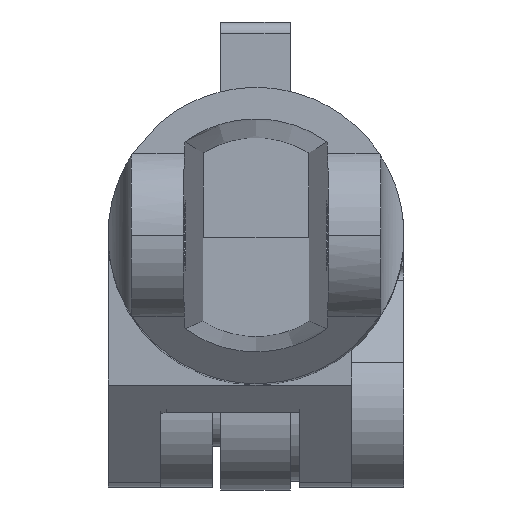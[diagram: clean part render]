
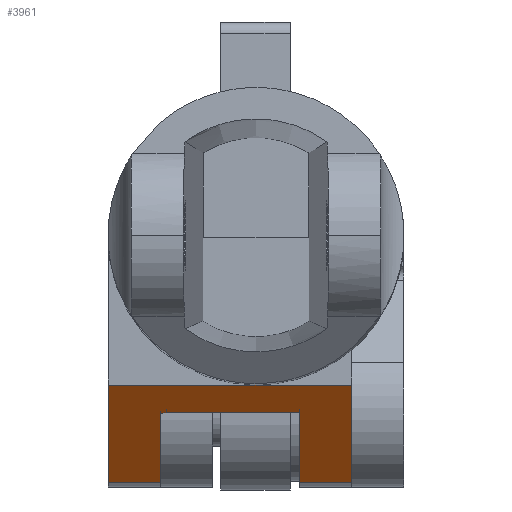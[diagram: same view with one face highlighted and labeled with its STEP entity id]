
A CAD part, top view. The second image highlights one B-rep face of the part: STEP entity #3961.
In plain terms, the highlighted face is planar.
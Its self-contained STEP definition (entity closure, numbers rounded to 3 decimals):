
#216 = CARTESIAN_POINT ( 'NONE',  ( 16.5, -42.204, 115.522 ) ) ;
#220 = VECTOR ( 'NONE', #3226, 1000. ) ;
#247 = ORIENTED_EDGE ( 'NONE', *, *, #4788, .T. ) ;
#316 = CARTESIAN_POINT ( 'NONE',  ( -16.5, -25.5, 70. ) ) ;
#466 = DIRECTION ( 'NONE',  ( 0., 0.344, -0.939 ) ) ;
#573 = VECTOR ( 'NONE', #2203, 1000. ) ;
#654 = ORIENTED_EDGE ( 'NONE', *, *, #9157, .T. ) ;
#852 = EDGE_CURVE ( 'NONE', #8888, #2236, #6516, .T. ) ;
#1093 = PLANE ( 'NONE',  #9644 ) ;
#1127 = CARTESIAN_POINT ( 'NONE',  ( -16.5, -25.5, 70. ) ) ;
#1307 = ORIENTED_EDGE ( 'NONE', *, *, #5243, .T. ) ;
#1379 = CARTESIAN_POINT ( 'NONE',  ( -7.5, -30.27, 83. ) ) ;
#1381 = ORIENTED_EDGE ( 'NONE', *, *, #852, .F. ) ;
#1389 = VECTOR ( 'NONE', #8958, 1000. ) ;
#1405 = CARTESIAN_POINT ( 'NONE',  ( 16.5, -30.422, 83.414 ) ) ;
#1414 = CARTESIAN_POINT ( 'NONE',  ( 16.5, -25.5, 70. ) ) ;
#1469 = CARTESIAN_POINT ( 'NONE',  ( -16.5, -42.204, 115.522 ) ) ;
#1834 = DIRECTION ( 'NONE',  ( 0., -0.939, -0.344 ) ) ;
#2109 = DIRECTION ( 'NONE',  ( 0., -0.344, 0.939 ) ) ;
#2203 = DIRECTION ( 'NONE',  ( 1., 0., 0. ) ) ;
#2236 = VERTEX_POINT ( 'NONE', #4044 ) ;
#2247 = DIRECTION ( 'NONE',  ( -1., 0., 0. ) ) ;
#2332 = EDGE_CURVE ( 'NONE', #8946, #7856, #5105, .T. ) ;
#2471 = CARTESIAN_POINT ( 'NONE',  ( -16.5, -25.5, 70. ) ) ;
#2509 = CARTESIAN_POINT ( 'NONE',  ( 16.5, -30.637, 84. ) ) ;
#2590 = ORIENTED_EDGE ( 'NONE', *, *, #8465, .F. ) ;
#2668 = CARTESIAN_POINT ( 'NONE',  ( 25.5, -25.5, 70. ) ) ;
#2924 = CARTESIAN_POINT ( 'NONE',  ( -16.5, -42.204, 115.522 ) ) ;
#3125 = VECTOR ( 'NONE', #2109, 1000. ) ;
#3226 = DIRECTION ( 'NONE',  ( 1., 0., 0. ) ) ;
#3245 = VECTOR ( 'NONE', #3696, 1000. ) ;
#3277 = CARTESIAN_POINT ( 'NONE',  ( -7.5, -42.204, 115.522 ) ) ;
#3292 = ORIENTED_EDGE ( 'NONE', *, *, #8376, .T. ) ;
#3493 = LINE ( 'NONE', #1414, #1389 ) ;
#3696 = DIRECTION ( 'NONE',  ( 1., 0., 0. ) ) ;
#3745 = VERTEX_POINT ( 'NONE', #3277 ) ;
#3754 = EDGE_LOOP ( 'NONE', ( #1381, #7131, #3292, #247, #6985, #2590, #654, #8150, #1307, #4266 ) ) ;
#3770 = CARTESIAN_POINT ( 'NONE',  ( -16.5, -30.27, 83. ) ) ;
#3961 = ADVANCED_FACE ( 'NONE', ( #7744 ), #1093, .T. ) ;
#4018 = CARTESIAN_POINT ( 'NONE',  ( -16.5, -25.5, 70. ) ) ;
#4044 = CARTESIAN_POINT ( 'NONE',  ( 25.5, -42.204, 115.522 ) ) ;
#4080 = DIRECTION ( 'NONE',  ( 1., 0., 0. ) ) ;
#4183 = LINE ( 'NONE', #2668, #5230 ) ;
#4266 = ORIENTED_EDGE ( 'NONE', *, *, #5435, .F. ) ;
#4425 = LINE ( 'NONE', #316, #220 ) ;
#4756 = LINE ( 'NONE', #2924, #3245 ) ;
#4788 = EDGE_CURVE ( 'NONE', #6882, #9633, #7613, .T. ) ;
#4914 = CARTESIAN_POINT ( 'NONE',  ( 25.5, -25.5, 70. ) ) ;
#4969 = CARTESIAN_POINT ( 'NONE',  ( -16.5, -42.204, 115.522 ) ) ;
#5105 = LINE ( 'NONE', #4018, #8889 ) ;
#5130 = VERTEX_POINT ( 'NONE', #2509 ) ;
#5230 = VECTOR ( 'NONE', #5707, 1000. ) ;
#5243 = EDGE_CURVE ( 'NONE', #7856, #5309, #4425, .T. ) ;
#5309 = VERTEX_POINT ( 'NONE', #4914 ) ;
#5435 = EDGE_CURVE ( 'NONE', #2236, #5309, #4183, .T. ) ;
#5567 = VERTEX_POINT ( 'NONE', #4969 ) ;
#5707 = DIRECTION ( 'NONE',  ( 0., 0.344, -0.939 ) ) ;
#5861 = CARTESIAN_POINT ( 'NONE',  ( 16.5, -30.637, 84. ) ) ;
#5909 = LINE ( 'NONE', #1127, #9008 ) ;
#6301 = DIRECTION ( 'NONE',  ( 0., 0.344, -0.939 ) ) ;
#6354 = CARTESIAN_POINT ( 'NONE',  ( -16.5, -25.5, 70. ) ) ;
#6516 = LINE ( 'NONE', #1469, #573 ) ;
#6615 = CARTESIAN_POINT ( 'NONE',  ( 16.086, -30.27, 83. ) ) ;
#6693 = CARTESIAN_POINT ( 'NONE',  ( 15.5, -30.27, 83. ) ) ;
#6755 =( BOUNDED_CURVE ( )  B_SPLINE_CURVE ( 3, ( #5861, #1405, #6615, #6693 ),
 .UNSPECIFIED., .F., .F. ) 
 B_SPLINE_CURVE_WITH_KNOTS ( ( 4, 4 ),
 ( 1.571, 3.142 ),
 .UNSPECIFIED. ) 
 CURVE ( )  GEOMETRIC_REPRESENTATION_ITEM ( )  RATIONAL_B_SPLINE_CURVE ( ( 1., 0.805, 0.805, 1. ) ) 
 REPRESENTATION_ITEM ( '' )  );
#6772 = LINE ( 'NONE', #8871, #3125 ) ;
#6882 = VERTEX_POINT ( 'NONE', #8535 ) ;
#6985 = ORIENTED_EDGE ( 'NONE', *, *, #8282, .T. ) ;
#7131 = ORIENTED_EDGE ( 'NONE', *, *, #7901, .T. ) ;
#7430 = CARTESIAN_POINT ( 'NONE',  ( 0., -25.5, 70. ) ) ;
#7613 = LINE ( 'NONE', #3770, #9522 ) ;
#7744 = FACE_OUTER_BOUND ( 'NONE', #3754, .T. ) ;
#7856 = VERTEX_POINT ( 'NONE', #7430 ) ;
#7901 = EDGE_CURVE ( 'NONE', #8888, #5130, #3493, .T. ) ;
#8150 = ORIENTED_EDGE ( 'NONE', *, *, #2332, .T. ) ;
#8282 = EDGE_CURVE ( 'NONE', #9633, #3745, #6772, .T. ) ;
#8376 = EDGE_CURVE ( 'NONE', #5130, #6882, #6755, .T. ) ;
#8465 = EDGE_CURVE ( 'NONE', #5567, #3745, #4756, .T. ) ;
#8535 = CARTESIAN_POINT ( 'NONE',  ( 15.5, -30.27, 83. ) ) ;
#8871 = CARTESIAN_POINT ( 'NONE',  ( -7.5, -25.5, 70. ) ) ;
#8888 = VERTEX_POINT ( 'NONE', #216 ) ;
#8889 = VECTOR ( 'NONE', #4080, 1000. ) ;
#8946 = VERTEX_POINT ( 'NONE', #2471 ) ;
#8958 = DIRECTION ( 'NONE',  ( 0., 0.344, -0.939 ) ) ;
#9008 = VECTOR ( 'NONE', #466, 1000. ) ;
#9157 = EDGE_CURVE ( 'NONE', #5567, #8946, #5909, .T. ) ;
#9522 = VECTOR ( 'NONE', #2247, 1000. ) ;
#9633 = VERTEX_POINT ( 'NONE', #1379 ) ;
#9644 = AXIS2_PLACEMENT_3D ( 'NONE', #6354, #1834, #6301 ) ;
